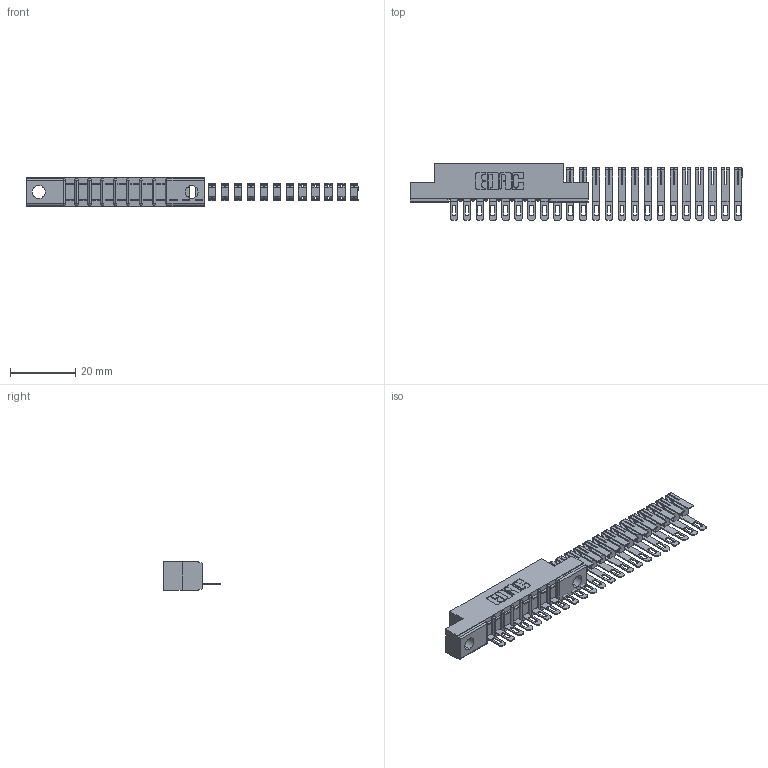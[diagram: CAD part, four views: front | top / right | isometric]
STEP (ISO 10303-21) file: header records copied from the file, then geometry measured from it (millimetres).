
FILE_DESCRIPTION (( 'STEP AP203' ), '1' );
FILE_NAME ('357-023-501-102.STEP', '2018-08-08T23:36:24', ( '' ), ( '' ), 'SwSTEP 2.0', 'SolidWorks 2016', '' );
FILE_SCHEMA (( 'CONFIG_CONTROL_DESIGN' ));
Length unit declared in the file: inch
Products named in the file (3): 307-290-002_501; 357-023-501-102; 307 Part_.128 Dia Mounting Holes
Assembly tree (24 placements, depth 2):
  357-023-501-102
    307 Part_.128 Dia Mounting Holes
    307-290-002_501  x23
Bounding box: 101.79 x 17.42 x 8.71 mm (x, y, z)
Volume: 3970.9 mm3; surface area: 8976.4 mm2
Topology: 24 solids, 24 shells, 1575 faces, 4837 edges, 3198 vertices
Faces by surface type: plane 902, cylinder 655, sphere 18
Entity records: 12326 total; most frequent: CARTESIAN_POINT 2007, DIRECTION 1985, ORIENTED_EDGE 1982, EDGE_CURVE 991, LINE 737, VECTOR 737, VERTEX_POINT 646, AXIS2_PLACEMENT_3D 624
